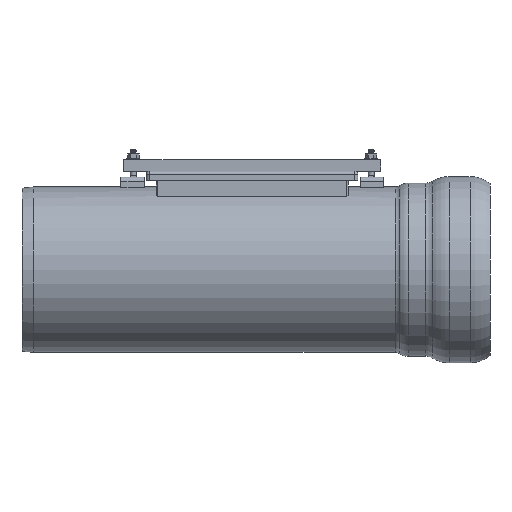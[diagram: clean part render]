
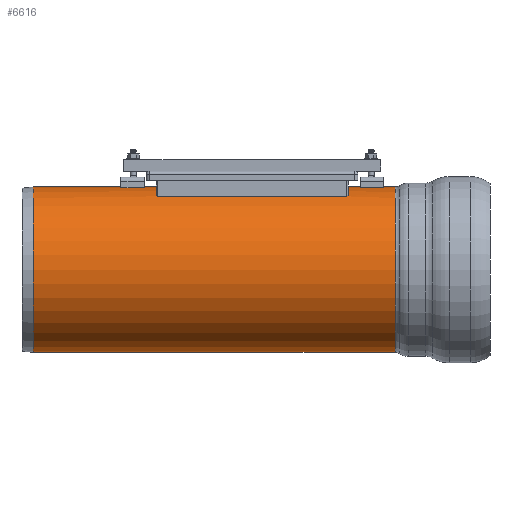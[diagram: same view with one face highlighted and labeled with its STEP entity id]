
A CAD part, front view. The second image highlights one B-rep face of the part: STEP entity #6616.
In plain terms, the highlighted cylindrical face has radius 1095.5 mm (diameter 2191 mm), a full revolution.
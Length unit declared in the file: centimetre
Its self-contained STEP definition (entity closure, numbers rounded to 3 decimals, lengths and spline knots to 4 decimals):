
#419=FACE_BOUND('',#2262,.T.);
#442=CYLINDRICAL_SURFACE('',#7091,109.55);
#563=LINE('',#9995,#1153);
#564=LINE('',#10001,#1154);
#565=LINE('',#10004,#1155);
#1153=VECTOR('',#7879,109.55);
#1154=VECTOR('',#7884,10.);
#1155=VECTOR('',#7887,10.);
#1811=FACE_OUTER_BOUND('',#2261,.T.);
#2261=EDGE_LOOP('',(#4618,#4619,#4620,#4621));
#2262=EDGE_LOOP('',(#4622,#4623,#4624,#4625));
#2737=CIRCLE('',#7090,109.55);
#2738=CIRCLE('',#7092,109.55);
#2739=CIRCLE('',#7093,109.55);
#2740=CIRCLE('',#7094,109.55);
#3033=VERTEX_POINT('',#9990);
#3034=VERTEX_POINT('',#9994);
#3035=VERTEX_POINT('',#9997);
#3036=VERTEX_POINT('',#9998);
#3037=VERTEX_POINT('',#10000);
#3038=VERTEX_POINT('',#10002);
#3615=EDGE_CURVE('',#3033,#3033,#2737,.T.);
#3616=EDGE_CURVE('',#3033,#3034,#563,.T.);
#3617=EDGE_CURVE('',#3034,#3034,#2738,.T.);
#3618=EDGE_CURVE('',#3035,#3036,#2739,.T.);
#3619=EDGE_CURVE('',#3036,#3037,#564,.T.);
#3620=EDGE_CURVE('',#3037,#3038,#2740,.T.);
#3621=EDGE_CURVE('',#3038,#3035,#565,.T.);
#4618=ORIENTED_EDGE('',*,*,#3615,.F.);
#4619=ORIENTED_EDGE('',*,*,#3616,.T.);
#4620=ORIENTED_EDGE('',*,*,#3617,.T.);
#4621=ORIENTED_EDGE('',*,*,#3616,.F.);
#4622=ORIENTED_EDGE('',*,*,#3618,.T.);
#4623=ORIENTED_EDGE('',*,*,#3619,.T.);
#4624=ORIENTED_EDGE('',*,*,#3620,.T.);
#4625=ORIENTED_EDGE('',*,*,#3621,.T.);
#6616=ADVANCED_FACE('',(#1811,#419),#442,.T.);
#7090=AXIS2_PLACEMENT_3D('',#9992,#7875,#7876);
#7091=AXIS2_PLACEMENT_3D('',#9993,#7877,#7878);
#7092=AXIS2_PLACEMENT_3D('',#9996,#7880,#7881);
#7093=AXIS2_PLACEMENT_3D('',#9999,#7882,#7883);
#7094=AXIS2_PLACEMENT_3D('',#10003,#7885,#7886);
#7875=DIRECTION('center_axis',(-1.,0.,0.));
#7876=DIRECTION('ref_axis',(0.,0.,-1.));
#7877=DIRECTION('center_axis',(-1.,0.,0.));
#7878=DIRECTION('ref_axis',(0.,0.,1.));
#7879=DIRECTION('',(1.,0.,0.));
#7880=DIRECTION('center_axis',(-1.,0.,0.));
#7881=DIRECTION('ref_axis',(0.,1.,0.));
#7882=DIRECTION('center_axis',(-1.,0.,0.));
#7883=DIRECTION('ref_axis',(0.,0.,1.));
#7884=DIRECTION('',(1.,0.,0.));
#7885=DIRECTION('center_axis',(1.,0.,0.));
#7886=DIRECTION('ref_axis',(0.,0.,1.));
#7887=DIRECTION('',(-1.,0.,0.));
#9990=CARTESIAN_POINT('',(15.0499,0.,-109.55));
#9992=CARTESIAN_POINT('Origin',(15.0499,0.,
0.));
#9993=CARTESIAN_POINT('Origin',(254.716,0.,
0.));
#9994=CARTESIAN_POINT('',(494.432,0.,-109.55));
#9995=CARTESIAN_POINT('',(254.716,0.,-109.55));
#9996=CARTESIAN_POINT('Origin',(494.432,0.,0.));
#9997=CARTESIAN_POINT('',(179.75,-50.6,97.164));
#9998=CARTESIAN_POINT('',(179.75,50.6,97.164));
#9999=CARTESIAN_POINT('Origin',(179.75,0.,0.));
#10000=CARTESIAN_POINT('',(430.25,50.6,97.164));
#10001=CARTESIAN_POINT('',(254.716,50.6,97.164));
#10002=CARTESIAN_POINT('',(430.25,-50.6,97.164));
#10003=CARTESIAN_POINT('Origin',(430.25,0.,0.));
#10004=CARTESIAN_POINT('',(254.716,-50.6,97.164));
